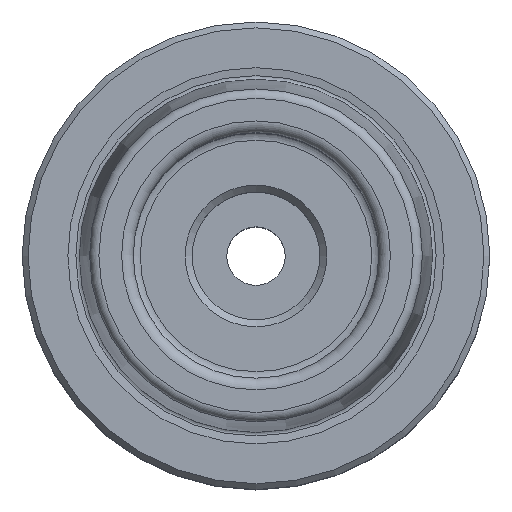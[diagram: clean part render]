
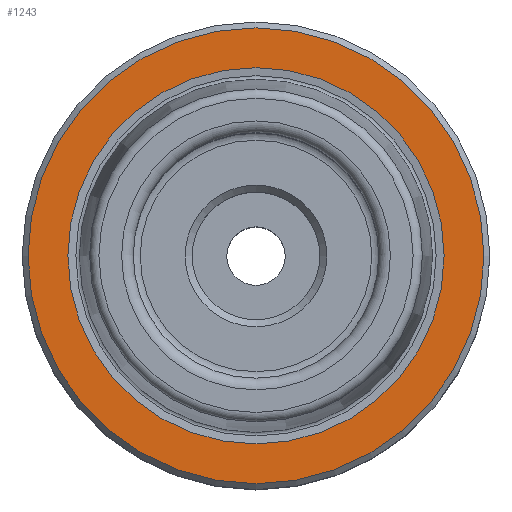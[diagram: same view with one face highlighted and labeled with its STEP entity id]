
A CAD part, top view. The second image highlights one B-rep face of the part: STEP entity #1243.
In plain terms, the highlighted planar face has unit normal (0, 0, 1).
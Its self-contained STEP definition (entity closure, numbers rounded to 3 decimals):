
#139=ORIENTED_EDGE('',*,*,#252,.T.);
#140=ORIENTED_EDGE('',*,*,#251,.F.);
#251=EDGE_CURVE('',#321,#321,#391,.T.);
#252=EDGE_CURVE('',#322,#322,#392,.T.);
#321=VERTEX_POINT('',#1806);
#322=VERTEX_POINT('',#1809);
#391=CIRCLE('',#1350,16.094);
#392=CIRCLE('',#1352,19.5);
#489=EDGE_LOOP('',(#139));
#490=EDGE_LOOP('',(#140));
#629=FACE_BOUND('',#489,.T.);
#630=FACE_BOUND('',#490,.T.);
#715=PLANE('',#1351);
#1243=ADVANCED_FACE('',(#629,#630),#715,.T.);
#1350=AXIS2_PLACEMENT_3D('',#1805,#1554,#1555);
#1351=AXIS2_PLACEMENT_3D('',#1807,#1556,#1557);
#1352=AXIS2_PLACEMENT_3D('',#1808,#1558,#1559);
#1554=DIRECTION('',(0.,0.,1.));
#1555=DIRECTION('',(1.,0.,0.));
#1556=DIRECTION('',(0.,0.,1.));
#1557=DIRECTION('',(1.,0.,0.));
#1558=DIRECTION('',(0.,0.,1.));
#1559=DIRECTION('',(1.,0.,0.));
#1805=CARTESIAN_POINT('',(0.,0.,0.));
#1806=CARTESIAN_POINT('',(16.094,0.,0.));
#1807=CARTESIAN_POINT('',(19.5,0.,0.));
#1808=CARTESIAN_POINT('',(0.,0.,0.));
#1809=CARTESIAN_POINT('',(19.5,0.,0.));
